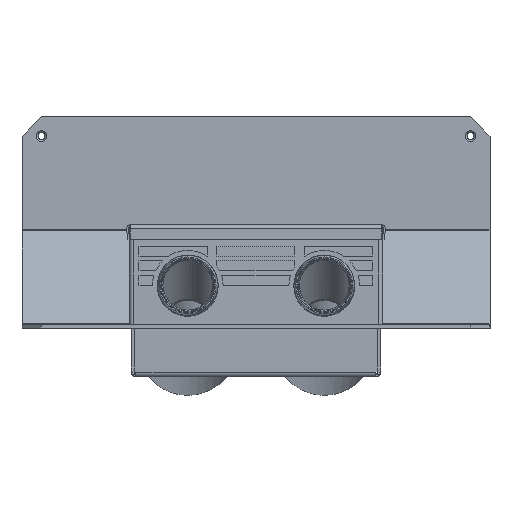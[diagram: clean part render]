
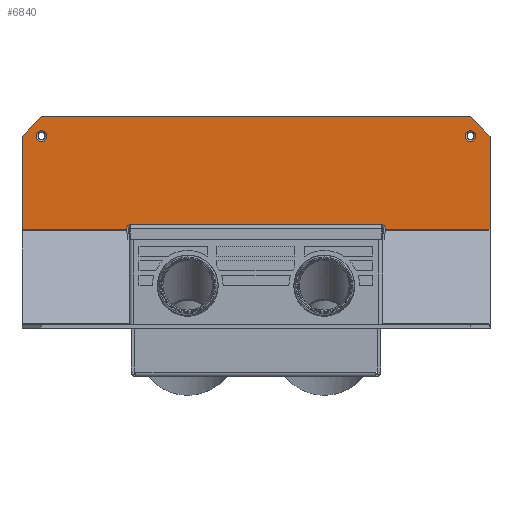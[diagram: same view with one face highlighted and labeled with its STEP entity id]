
A CAD part, left-side view. The second image highlights one B-rep face of the part: STEP entity #6840.
In plain terms, the highlighted planar face has unit normal (-1, 0, 0).
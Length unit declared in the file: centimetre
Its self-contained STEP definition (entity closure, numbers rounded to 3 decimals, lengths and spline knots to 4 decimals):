
#119=FACE_BOUND('',#971,.T.);
#120=FACE_BOUND('',#972,.T.);
#210=PLANE('',#7296);
#577=FACE_OUTER_BOUND('',#970,.T.);
#970=EDGE_LOOP('',(#4915,#4916,#4917,#4918,#4919,#4920,#4921,#4922,#4923,
#4924));
#971=EDGE_LOOP('',(#4925));
#972=EDGE_LOOP('',(#4926));
#1434=LINE('',#10120,#2127);
#1457=LINE('',#10185,#2150);
#1464=LINE('',#10210,#2157);
#1479=LINE('',#10248,#2172);
#1480=LINE('',#10250,#2173);
#1481=LINE('',#10252,#2174);
#1482=LINE('',#10254,#2175);
#1483=LINE('',#10256,#2176);
#1484=LINE('',#10258,#2177);
#1485=LINE('',#10259,#2178);
#2127=VECTOR('',#8046,250.);
#2150=VECTOR('',#8107,0.6895);
#2157=VECTOR('',#8128,0.6895);
#2172=VECTOR('',#8167,115.);
#2173=VECTOR('',#8168,95.6897);
#2174=VECTOR('',#8169,28.2843);
#2175=VECTOR('',#8170,440.);
#2176=VECTOR('',#8171,28.2843);
#2177=VECTOR('',#8172,95.6897);
#2178=VECTOR('',#8173,115.);
#2783=CIRCLE('',#7207,5.5);
#2786=CIRCLE('',#7212,5.5);
#3069=VERTEX_POINT('',#9983);
#3072=VERTEX_POINT('',#9993);
#3114=VERTEX_POINT('',#10118);
#3115=VERTEX_POINT('',#10119);
#3138=VERTEX_POINT('',#10184);
#3149=VERTEX_POINT('',#10208);
#3160=VERTEX_POINT('',#10247);
#3161=VERTEX_POINT('',#10249);
#3162=VERTEX_POINT('',#10251);
#3163=VERTEX_POINT('',#10253);
#3164=VERTEX_POINT('',#10255);
#3165=VERTEX_POINT('',#10257);
#3714=EDGE_CURVE('',#3069,#3069,#2783,.T.);
#3719=EDGE_CURVE('',#3072,#3072,#2786,.T.);
#3780=EDGE_CURVE('',#3114,#3115,#1434,.T.);
#3813=EDGE_CURVE('',#3138,#3114,#1457,.T.);
#3826=EDGE_CURVE('',#3115,#3149,#1464,.T.);
#3845=EDGE_CURVE('',#3149,#3160,#1479,.T.);
#3846=EDGE_CURVE('',#3161,#3160,#1480,.T.);
#3847=EDGE_CURVE('',#3162,#3161,#1481,.T.);
#3848=EDGE_CURVE('',#3162,#3163,#1482,.T.);
#3849=EDGE_CURVE('',#3164,#3163,#1483,.T.);
#3850=EDGE_CURVE('',#3164,#3165,#1484,.T.);
#3851=EDGE_CURVE('',#3165,#3138,#1485,.T.);
#4915=ORIENTED_EDGE('',*,*,#3813,.T.);
#4916=ORIENTED_EDGE('',*,*,#3780,.T.);
#4917=ORIENTED_EDGE('',*,*,#3826,.T.);
#4918=ORIENTED_EDGE('',*,*,#3845,.T.);
#4919=ORIENTED_EDGE('',*,*,#3846,.F.);
#4920=ORIENTED_EDGE('',*,*,#3847,.F.);
#4921=ORIENTED_EDGE('',*,*,#3848,.T.);
#4922=ORIENTED_EDGE('',*,*,#3849,.F.);
#4923=ORIENTED_EDGE('',*,*,#3850,.T.);
#4924=ORIENTED_EDGE('',*,*,#3851,.T.);
#4925=ORIENTED_EDGE('',*,*,#3714,.T.);
#4926=ORIENTED_EDGE('',*,*,#3719,.T.);
#6840=ADVANCED_FACE('',(#577,#119,#120),#210,.T.);
#7207=AXIS2_PLACEMENT_3D('',#9985,#7905,#7906);
#7212=AXIS2_PLACEMENT_3D('',#9995,#7917,#7918);
#7296=AXIS2_PLACEMENT_3D('',#10246,#8165,#8166);
#7905=DIRECTION('center_axis',(1.,0.,0.));
#7906=DIRECTION('ref_axis',(0.,0.,
1.));
#7917=DIRECTION('center_axis',(1.,0.,0.));
#7918=DIRECTION('ref_axis',(0.,0.,
1.));
#8046=DIRECTION('',(0.,-1.,0.));
#8107=DIRECTION('',(0.,0.,1.));
#8128=DIRECTION('',(0.,0.,-1.));
#8165=DIRECTION('center_axis',(-1.,0.,0.));
#8166=DIRECTION('ref_axis',(0.,0.,
1.));
#8167=DIRECTION('',(0.,-1.,0.));
#8168=DIRECTION('',(0.,0.,-1.));
#8169=DIRECTION('',(0.,-0.707,-0.707));
#8170=DIRECTION('',(0.,1.,0.));
#8171=DIRECTION('',(0.,-0.707,0.707));
#8172=DIRECTION('',(0.,0.,-1.));
#8173=DIRECTION('',(0.,-1.,0.));
#9983=CARTESIAN_POINT('',(729.2213,184.4373,355.3624));
#9985=CARTESIAN_POINT('Origin',(729.2213,184.4373,360.8624));
#9993=CARTESIAN_POINT('',(729.2213,-255.5627,355.3624));
#9995=CARTESIAN_POINT('Origin',(729.2213,-255.5627,360.8624));
#10118=CARTESIAN_POINT('',(729.2213,89.4373,265.8621));
#10119=CARTESIAN_POINT('',(729.2213,-160.5627,265.8621));
#10120=CARTESIAN_POINT('',(729.2213,-35.5627,265.8621));
#10184=CARTESIAN_POINT('',(729.2213,89.4373,265.1727));
#10185=CARTESIAN_POINT('',(729.2213,89.4373,244.7016));
#10208=CARTESIAN_POINT('',(729.2213,-160.5627,265.1727));
#10210=CARTESIAN_POINT('',(729.2213,-160.5627,244.7016));
#10246=CARTESIAN_POINT('Origin',(729.2213,-35.5627,321.541));
#10247=CARTESIAN_POINT('',(729.2213,-275.5627,265.1727));
#10248=CARTESIAN_POINT('',(729.2213,-35.5627,265.1727));
#10249=CARTESIAN_POINT('',(729.2213,-275.5627,360.8624));
#10250=CARTESIAN_POINT('',(729.2213,-275.5627,253.3603));
#10251=CARTESIAN_POINT('',(729.2213,-255.5627,380.8624));
#10252=CARTESIAN_POINT('',(729.2213,-220.3931,416.032));
#10253=CARTESIAN_POINT('',(729.2213,184.4373,380.8624));
#10254=CARTESIAN_POINT('',(729.2213,-275.5627,380.8624));
#10255=CARTESIAN_POINT('',(729.2213,204.4373,360.8624));
#10256=CARTESIAN_POINT('',(729.2213,149.2676,416.032));
#10257=CARTESIAN_POINT('',(729.2213,204.4373,265.1727));
#10258=CARTESIAN_POINT('',(729.2213,204.4373,253.3603));
#10259=CARTESIAN_POINT('',(729.2213,-35.5627,265.1727));
